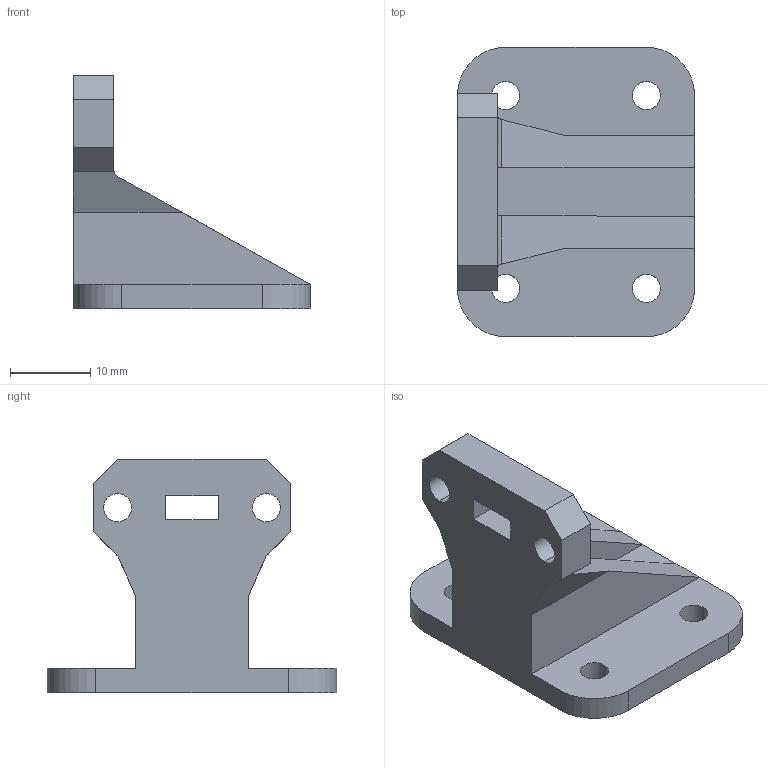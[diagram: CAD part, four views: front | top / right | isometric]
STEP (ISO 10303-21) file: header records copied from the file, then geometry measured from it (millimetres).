
FILE_DESCRIPTION (( 'STEP AP214' ), '1' );
FILE_NAME ('P3sTE_MK2 - Y-tensioner_part1_v1_3.STEP', '2019-10-03T17:46:39', ( '' ), ( '' ), 'SwSTEP 2.0', 'SolidWorks 2017', '' );
FILE_SCHEMA (( 'AUTOMOTIVE_DESIGN' ));
Length unit declared in the file: millimetre
Products named in the file (1): P3sTE_MK2 - Y-tensioner_part1_v1_3
Bounding box: 29.5 x 36 x 29 mm (x, y, z)
Volume: 6573.8 mm3; surface area: 4489.8 mm2
Topology: 1 solids, 1 shells, 46 faces, 128 edges, 84 vertices
Faces by surface type: plane 28, cylinder 18
Entity records: 1536 total; most frequent: CARTESIAN_POINT 271, ORIENTED_EDGE 256, DIRECTION 252, EDGE_CURVE 128, LINE 90, VECTOR 90, VERTEX_POINT 84, AXIS2_PLACEMENT_3D 81
